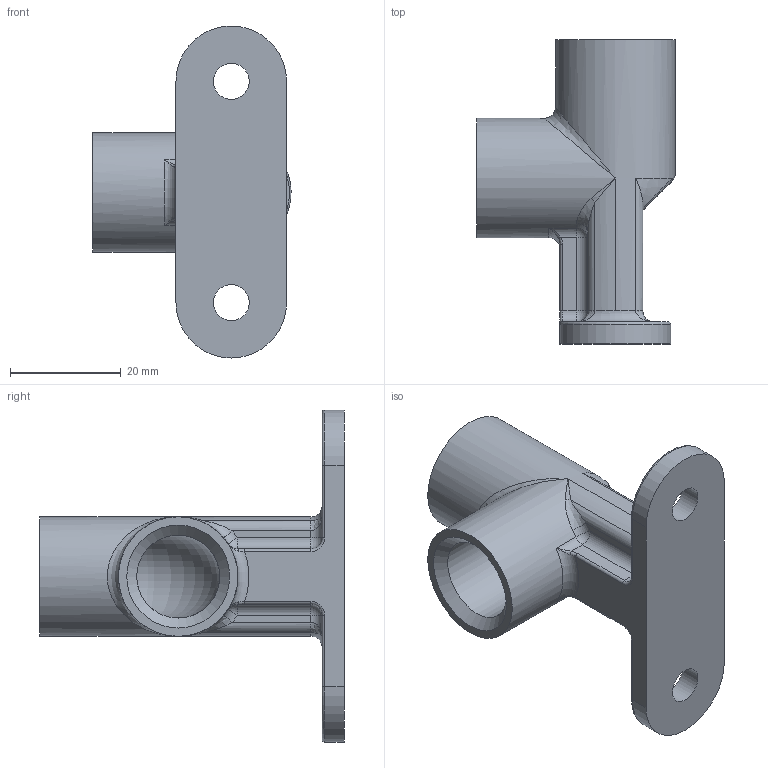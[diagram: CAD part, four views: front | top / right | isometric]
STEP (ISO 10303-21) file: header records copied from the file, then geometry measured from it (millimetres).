
FILE_DESCRIPTION(/* description */ ('Unknown'),/* implementation_level */ '2;1');
FILE_NAME(/* name */ 'R-410-DN10',/* time_stamp */ '2024-03-29T17:24:54+08:00',/* author */ ('Unknown'),/* organization */ ('Unknown'),/* preprocessor_version */ 'ST-DEVELOPER v16.7',/* originating_system */ 'DEX',/* authorisation */ $);
FILE_SCHEMA (('AUTOMOTIVE_DESIGN {1 0 10303 214 3 1 1}'));
Length unit declared in the file: millimetre
Products named in the file (2): R-410-DN10; R-410 DN10
Assembly tree (1 placements, depth 2):
  R-410-DN10
    R-410 DN10
Bounding box: 35.8 x 54.99 x 60 mm (x, y, z)
Volume: 18009 mm3; surface area: 9171.4 mm2
Topology: 1 solids, 1 shells, 76 faces, 182 edges, 96 vertices
Faces by surface type: cylinder 27, bspline 17, torus 12, plane 12, sphere 6, cone 2
Full cylindrical faces by diameter (mm): 6.5 x2, 15 x2, 21.6 x2
Entity records: 2953 total; most frequent: CARTESIAN_POINT 1359, DIRECTION 321, ORIENTED_EDGE 314, EDGE_CURVE 157, AXIS2_PLACEMENT_3D 139, VERTEX_POINT 92, EDGE_LOOP 89, FACE_BOUND 89
